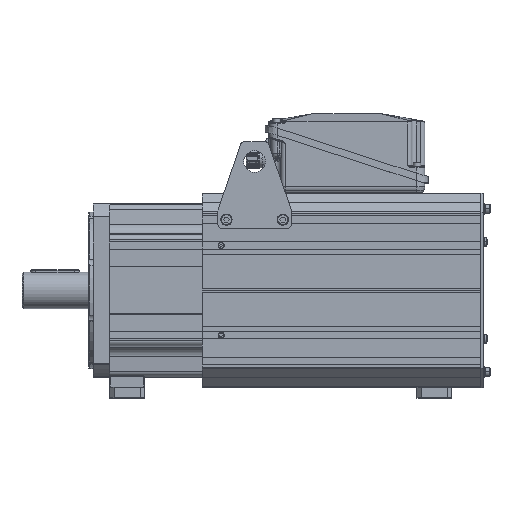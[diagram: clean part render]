
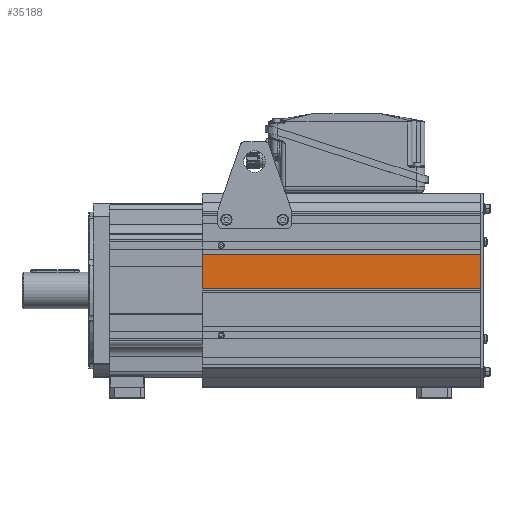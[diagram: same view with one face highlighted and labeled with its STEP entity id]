
A CAD part, top view. The second image highlights one B-rep face of the part: STEP entity #35188.
In plain terms, the highlighted planar face has unit normal (0, 0, 1).
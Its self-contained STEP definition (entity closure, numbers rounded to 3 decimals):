
#33432=DIRECTION('',(0.,-1.,0.));
#33433=VECTOR('',#33432,39.5);
#33434=CARTESIAN_POINT('',(207.5,41.5,111.5));
#33435=LINE('',#33434,#33433);
#33990=DIRECTION('',(1.,0.,0.));
#33991=VECTOR('',#33990,321.);
#33992=CARTESIAN_POINT('',(207.5,41.5,111.5));
#33993=LINE('',#33992,#33991);
#33994=DIRECTION('',(0.,-1.,0.));
#33995=VECTOR('',#33994,39.5);
#33996=CARTESIAN_POINT('',(528.5,41.5,111.5));
#33997=LINE('',#33996,#33995);
#33998=DIRECTION('',(1.,0.,0.));
#33999=VECTOR('',#33998,321.);
#34000=CARTESIAN_POINT('',(207.5,2.,111.5));
#34001=LINE('',#34000,#33999);
#34236=CARTESIAN_POINT('',(207.5,41.5,111.5));
#34237=VERTEX_POINT('',#34236);
#34238=CARTESIAN_POINT('',(207.5,2.,111.5));
#34239=VERTEX_POINT('',#34238);
#34242=CARTESIAN_POINT('',(528.5,41.5,111.5));
#34243=CARTESIAN_POINT('',(528.5,2.,111.5));
#34244=VERTEX_POINT('',#34242);
#34245=VERTEX_POINT('',#34243);
#35174=CARTESIAN_POINT('',(207.5,41.5,111.5));
#35175=DIRECTION('',(0.,0.,1.));
#35176=DIRECTION('',(0.,-1.,0.));
#35177=AXIS2_PLACEMENT_3D('',#35174,#35175,#35176);
#35178=PLANE('',#35177);
#35179=ORIENTED_EDGE('',*,*,#34415,.F.);
#35181=ORIENTED_EDGE('',*,*,#35180,.T.);
#35183=ORIENTED_EDGE('',*,*,#35182,.T.);
#35185=ORIENTED_EDGE('',*,*,#35184,.F.);
#35186=EDGE_LOOP('',(#35179,#35181,#35183,#35185));
#35187=FACE_OUTER_BOUND('',#35186,.F.);
#35188=ADVANCED_FACE('',(#35187),#35178,.T.);
#34415=EDGE_CURVE('',#34237,#34239,#33435,.T.);
#35180=EDGE_CURVE('',#34237,#34244,#33993,.T.);
#35182=EDGE_CURVE('',#34244,#34245,#33997,.T.);
#35184=EDGE_CURVE('',#34239,#34245,#34001,.T.);
